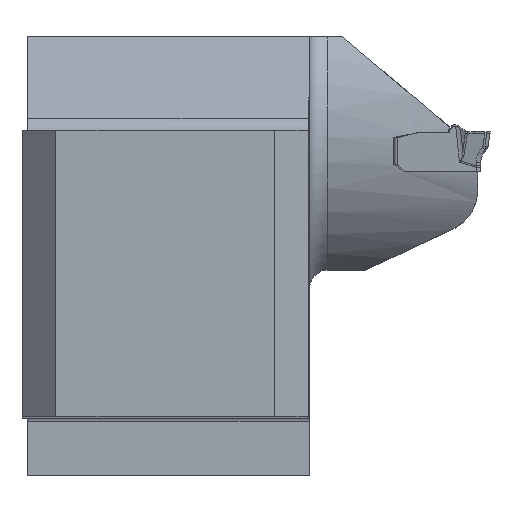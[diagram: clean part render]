
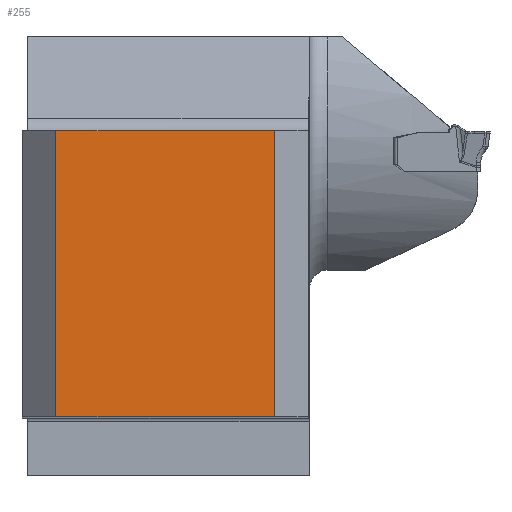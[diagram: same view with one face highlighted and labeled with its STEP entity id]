
A CAD part, top view. The second image highlights one B-rep face of the part: STEP entity #255.
In plain terms, the highlighted planar face has unit normal (0, 0, 1).
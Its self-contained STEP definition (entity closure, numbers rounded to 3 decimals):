
#255=ADVANCED_FACE('CU_BACK_SU1',(#403),#356,.F.);
#356=PLANE('',#1979);
#403=FACE_OUTER_BOUND('',#506,.T.);
#506=EDGE_LOOP('',(#935,#936,#937,#938));
#628=LINE('',#2691,#766);
#629=LINE('',#2694,#767);
#630=LINE('',#2696,#768);
#631=LINE('',#2698,#769);
#766=VECTOR('',#2191,1.);
#767=VECTOR('',#2192,1.);
#768=VECTOR('',#2193,1.);
#769=VECTOR('',#2194,1.);
#935=ORIENTED_EDGE('',*,*,#1632,.F.);
#936=ORIENTED_EDGE('',*,*,#1633,.F.);
#937=ORIENTED_EDGE('',*,*,#1634,.T.);
#938=ORIENTED_EDGE('',*,*,#1635,.T.);
#1459=VERTEX_POINT('',#2692);
#1460=VERTEX_POINT('',#2693);
#1461=VERTEX_POINT('',#2695);
#1462=VERTEX_POINT('',#2697);
#1632=EDGE_CURVE('',#1459,#1460,#628,.T.);
#1633=EDGE_CURVE('',#1461,#1459,#629,.T.);
#1634=EDGE_CURVE('',#1461,#1462,#630,.T.);
#1635=EDGE_CURVE('',#1462,#1460,#631,.T.);
#1979=AXIS2_PLACEMENT_3D('',#2699,#2195,#2196);
#2191=DIRECTION('',(0.,-1.,0.));
#2192=DIRECTION('',(1.,0.,0.));
#2193=DIRECTION('',(0.,-1.,0.));
#2194=DIRECTION('',(1.,0.,0.));
#2195=DIRECTION('',(0.,0.,-1.));
#2196=DIRECTION('',(1.,0.,0.));
#2691=CARTESIAN_POINT('',(22.325,0.,0.));
#2692=CARTESIAN_POINT('',(22.325,25.325,0.));
#2693=CARTESIAN_POINT('',(22.325,0.,0.));
#2694=CARTESIAN_POINT('',(110.,25.325,0.));
#2695=CARTESIAN_POINT('',(3.,25.325,0.));
#2696=CARTESIAN_POINT('',(3.,0.,0.));
#2697=CARTESIAN_POINT('',(3.,0.,0.));
#2698=CARTESIAN_POINT('',(110.,0.,0.));
#2699=CARTESIAN_POINT('',(-23.266,35.325,0.));
